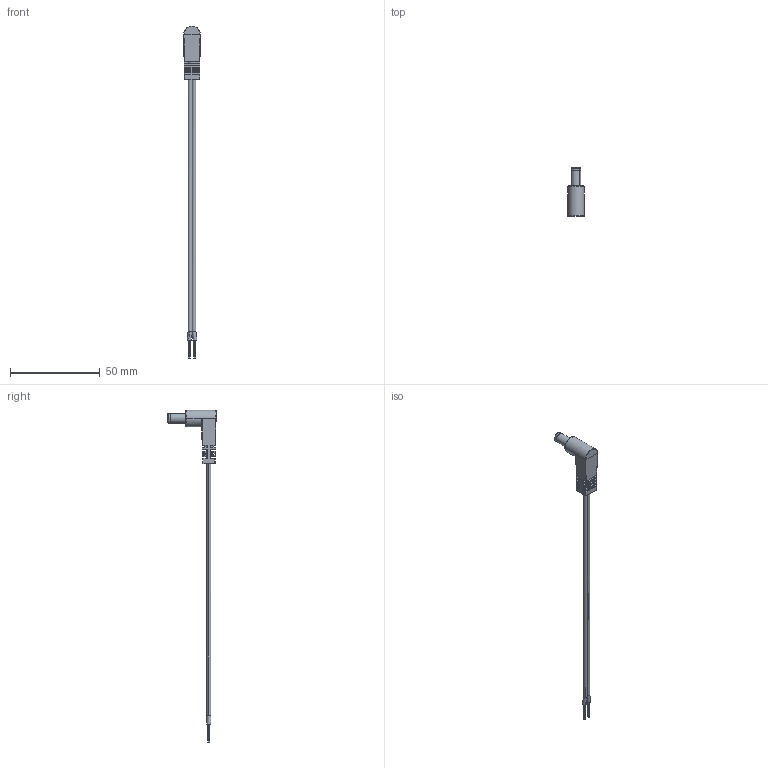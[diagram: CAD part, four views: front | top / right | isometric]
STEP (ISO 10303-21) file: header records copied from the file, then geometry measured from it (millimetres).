
FILE_DESCRIPTION (( 'STEP AP203' ), '1' );
FILE_NAME ('053-0190R.step', '2016-09-15T23:09:45', ( '' ), ( '' ), 'SwSTEP 2.0', 'SolidWorks 2015', '' );
FILE_SCHEMA (( 'CONFIG_CONTROL_DESIGN' ));
Length unit declared in the file: millimetre
Products named in the file (7): 50-00370; 50-00370 insulator; 50-00370 conductors; 50-00370 shell; 24-00072_default; 053-0190R; 30-00007_stripped and tinned
Assembly tree (6 placements, depth 3):
  053-0190R
    30-00007_stripped and tinned
    24-00072_default
    50-00370
      50-00370 conductors
      50-00370 insulator
      50-00370 shell
Bounding box: 9.4 x 26.8 x 184.91 mm (x, y, z)
Volume: 4119.7 mm3; surface area: 18815.4 mm2
Topology: 177 solids, 177 shells, 1257 faces, 2311 edges, 1463 vertices
Faces by surface type: cylinder 639, plane 535, sphere 49, cone 13, torus 11, bspline 10
Entity records: 31901 total; most frequent: DIRECTION 6021, CARTESIAN_POINT 5650, ORIENTED_EDGE 4542, AXIS2_PLACEMENT_3D 2573, EDGE_CURVE 2271, VERTEX_POINT 1463, EDGE_LOOP 1356, CIRCLE 1316
